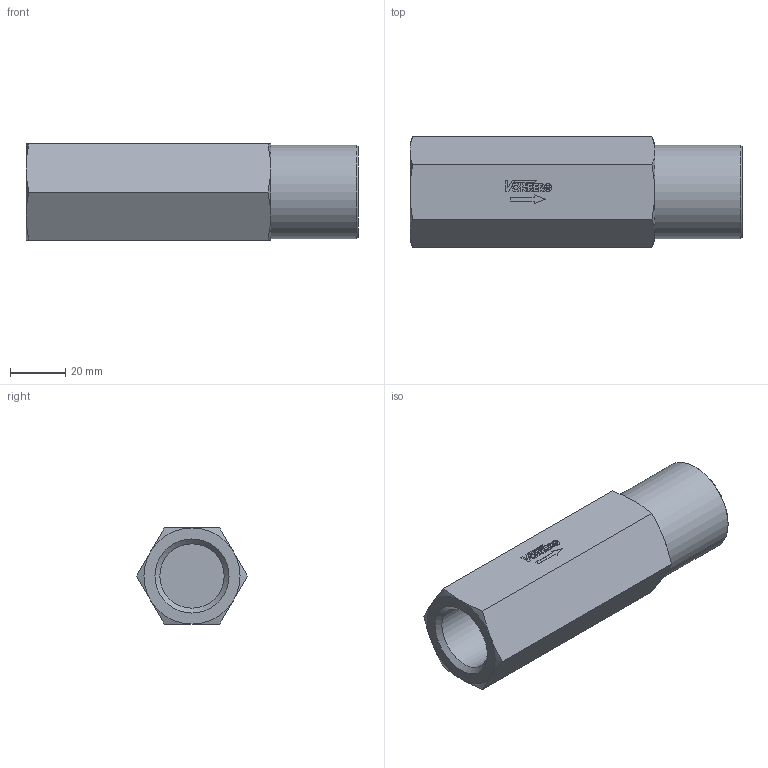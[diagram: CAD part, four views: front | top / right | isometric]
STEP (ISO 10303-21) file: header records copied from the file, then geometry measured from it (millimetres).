
FILE_DESCRIPTION((''),'2;1');
FILE_NAME('23006.stp','2015-01-26T13:12:19',('jml'),(''),'Autodesk Inventor 2010','Autodesk Inventor 2010','');
FILE_SCHEMA(('AUTOMOTIVE_DESIGN { 1 0 10303 214 1 1 1 1 }'));
Length unit declared in the file: inch
Products named in the file (1): 220488
Bounding box: 120.65 x 40.33 x 34.92 mm (x, y, z)
Volume: 98325.3 mm3; surface area: 20364.2 mm2
Topology: 1 solids, 1 shells, 129 faces, 316 edges, 206 vertices
Faces by surface type: plane 94, cylinder 17, cone 16, bspline 2
Full cylindrical faces by diameter (mm): 1.566 x1, 16.281 x1, 34.112 x1
Entity records: 3820 total; most frequent: CARTESIAN_POINT 710, ORIENTED_EDGE 614, DIRECTION 592, EDGE_CURVE 307, VECTOR 230, LINE 230, VERTEX_POINT 205, AXIS2_PLACEMENT_3D 181
